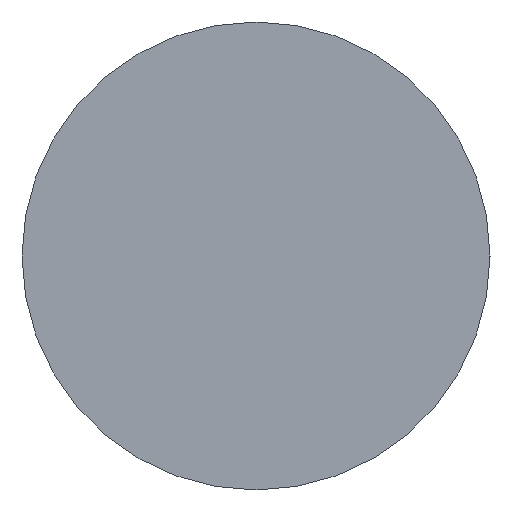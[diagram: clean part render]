
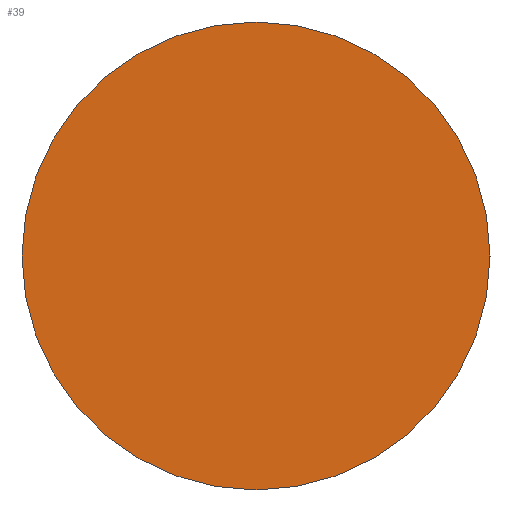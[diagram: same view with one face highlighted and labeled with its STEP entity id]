
A CAD part, left-side view. The second image highlights one B-rep face of the part: STEP entity #39.
In plain terms, the highlighted planar face has unit normal (-1, 0, 0).
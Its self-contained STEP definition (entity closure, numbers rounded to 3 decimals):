
#18=FACE_OUTER_BOUND('',#21,.T.);
#21=EDGE_LOOP('',(#31));
#24=CIRCLE('',#66,4.);
#26=VERTEX_POINT('',#85);
#28=EDGE_CURVE('',#26,#26,#24,.T.);
#31=ORIENTED_EDGE('',*,*,#28,.F.);
#37=PLANE('',#65);
#39=ADVANCED_FACE('',(#18),#37,.T.);
#65=AXIS2_PLACEMENT_3D('',#84,#72,#73);
#66=AXIS2_PLACEMENT_3D('',#86,#74,#75);
#72=DIRECTION('center_axis',(-1.,0.,0.));
#73=DIRECTION('ref_axis',(0.,0.,1.));
#74=DIRECTION('center_axis',(1.,0.,0.));
#75=DIRECTION('ref_axis',(0.,1.,0.));
#84=CARTESIAN_POINT('Origin',(-500.,2.,0.));
#85=CARTESIAN_POINT('',(-500.,-4.,0.));
#86=CARTESIAN_POINT('Origin',(-500.,0.,0.));
